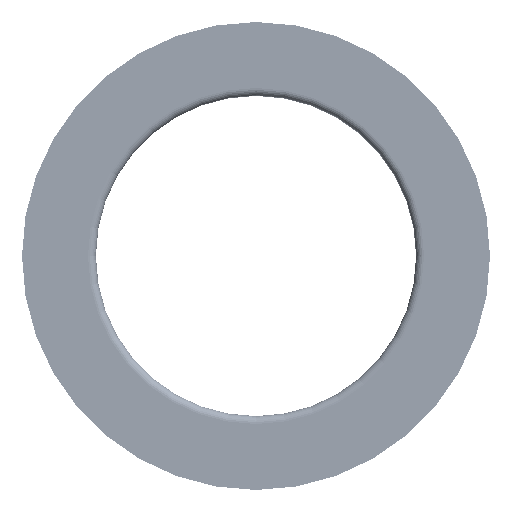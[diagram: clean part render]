
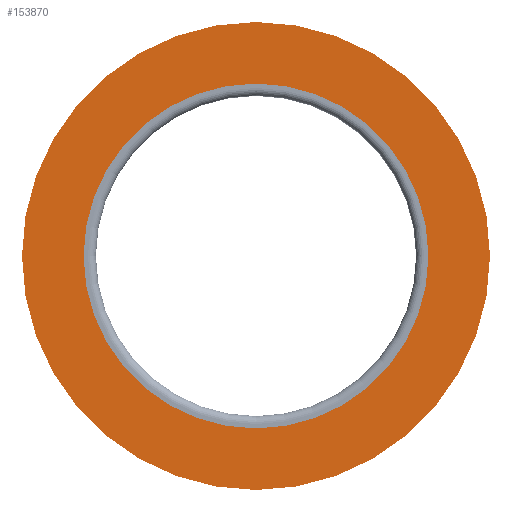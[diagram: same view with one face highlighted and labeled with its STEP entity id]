
A CAD part, left-side view. The second image highlights one B-rep face of the part: STEP entity #153870.
In plain terms, the highlighted planar face has unit normal (-1, 0, 0).
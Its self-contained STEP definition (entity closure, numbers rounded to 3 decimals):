
#14227 = DIRECTION ( 'NONE',  ( 0., 0., 1. ) ) ;
#14399 = DIRECTION ( 'NONE',  ( -1., 0., 0. ) ) ;
#14664 = CARTESIAN_POINT ( 'NONE',  ( 0., 0., 0. ) ) ;
#17965 = VERTEX_POINT ( 'NONE', #58024 ) ;
#20961 = DIRECTION ( 'NONE',  ( 0., 0., -1. ) ) ;
#20996 = DIRECTION ( 'NONE',  ( 1., 0., 0. ) ) ;
#21217 = CARTESIAN_POINT ( 'NONE',  ( 0., 35., 0. ) ) ;
#22454 = PLANE ( 'NONE',  #136303 ) ;
#24944 = AXIS2_PLACEMENT_3D ( 'NONE', #67413, #174803, #184818 ) ;
#27209 = CARTESIAN_POINT ( 'NONE',  ( 0., 0., 35. ) ) ;
#33573 = EDGE_CURVE ( 'NONE', #17965, #185962, #71304, .T. ) ;
#37271 = CARTESIAN_POINT ( 'NONE',  ( 0., 0., -47.5 ) ) ;
#52787 = EDGE_LOOP ( 'NONE', ( #131096, #92865 ) ) ;
#58024 = CARTESIAN_POINT ( 'NONE',  ( 0., 0., 47.5 ) ) ;
#63859 = EDGE_CURVE ( 'NONE', #99871, #111529, #95164, .T. ) ;
#67413 = CARTESIAN_POINT ( 'NONE',  ( 0., 0., 0. ) ) ;
#71304 = CIRCLE ( 'NONE', #201144, 47.5 ) ;
#71638 = FACE_BOUND ( 'NONE', #52787, .T. ) ;
#75324 = ORIENTED_EDGE ( 'NONE', *, *, #33573, .T. ) ;
#81994 = DIRECTION ( 'NONE',  ( 0., 0., 1. ) ) ;
#82044 = DIRECTION ( 'NONE',  ( -1., 0., 0. ) ) ;
#82252 = CARTESIAN_POINT ( 'NONE',  ( 0., 0., 0. ) ) ;
#85285 = EDGE_CURVE ( 'NONE', #111529, #99871, #153484, .T. ) ;
#92865 = ORIENTED_EDGE ( 'NONE', *, *, #63859, .F. ) ;
#93096 = DIRECTION ( 'NONE',  ( -1., 0., 0. ) ) ;
#95164 = CIRCLE ( 'NONE', #100088, 35. ) ;
#97007 = EDGE_CURVE ( 'NONE', #185962, #17965, #180833, .T. ) ;
#99871 = VERTEX_POINT ( 'NONE', #185293 ) ;
#100088 = AXIS2_PLACEMENT_3D ( 'NONE', #14664, #14399, #14227 ) ;
#101094 = ORIENTED_EDGE ( 'NONE', *, *, #97007, .T. ) ;
#104900 = DIRECTION ( 'NONE',  ( 0., 0., 1. ) ) ;
#105142 = CARTESIAN_POINT ( 'NONE',  ( 0., 0., 0. ) ) ;
#111529 = VERTEX_POINT ( 'NONE', #27209 ) ;
#119482 = AXIS2_PLACEMENT_3D ( 'NONE', #82252, #82044, #81994 ) ;
#131096 = ORIENTED_EDGE ( 'NONE', *, *, #85285, .F. ) ;
#136303 = AXIS2_PLACEMENT_3D ( 'NONE', #21217, #20996, #20961 ) ;
#153484 = CIRCLE ( 'NONE', #119482, 35. ) ;
#153870 = ADVANCED_FACE ( 'NONE', ( #71638, #155700 ), #22454, .F. ) ;
#155700 = FACE_OUTER_BOUND ( 'NONE', #209894, .T. ) ;
#174803 = DIRECTION ( 'NONE',  ( -1., 0., 0. ) ) ;
#180833 = CIRCLE ( 'NONE', #24944, 47.5 ) ;
#184818 = DIRECTION ( 'NONE',  ( 0., 0., 1. ) ) ;
#185293 = CARTESIAN_POINT ( 'NONE',  ( 0., 0., -35. ) ) ;
#185962 = VERTEX_POINT ( 'NONE', #37271 ) ;
#201144 = AXIS2_PLACEMENT_3D ( 'NONE', #105142, #93096, #104900 ) ;
#209894 = EDGE_LOOP ( 'NONE', ( #75324, #101094 ) ) ;
